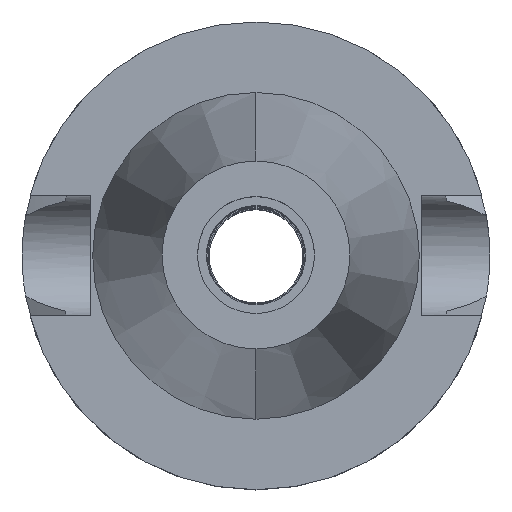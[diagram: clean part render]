
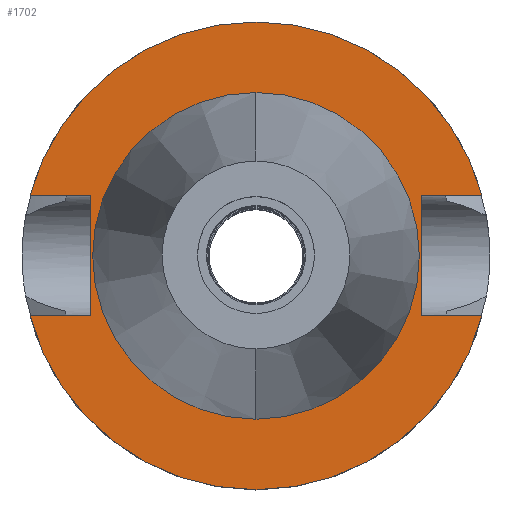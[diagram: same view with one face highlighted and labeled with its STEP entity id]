
A CAD part, top view. The second image highlights one B-rep face of the part: STEP entity #1702.
In plain terms, the highlighted planar face has unit normal (0, 0, 1).
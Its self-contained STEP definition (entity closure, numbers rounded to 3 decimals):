
#602=DIRECTION('',(1.,0.,0.));
#603=VECTOR('',#602,12.921);
#604=CARTESIAN_POINT('',(35.4,12.85,-1.5));
#605=LINE('',#604,#603);
#649=DIRECTION('',(0.,1.,0.));
#650=VECTOR('',#649,25.7);
#651=CARTESIAN_POINT('',(-35.4,-12.85,-1.5));
#652=LINE('',#651,#650);
#656=DIRECTION('',(-1.,0.,0.));
#657=VECTOR('',#656,12.921);
#658=CARTESIAN_POINT('',(-35.4,12.85,-1.5));
#659=LINE('',#658,#657);
#663=CARTESIAN_POINT('',(0.,0.,-1.5));
#664=DIRECTION('',(0.,0.,-1.));
#665=DIRECTION('',(-0.966,0.257,0.));
#666=AXIS2_PLACEMENT_3D('',#663,#664,#665);
#671=CARTESIAN_POINT('',(0.,0.,-1.5));
#672=DIRECTION('',(0.,0.,-1.));
#673=DIRECTION('',(0.,1.,0.));
#674=AXIS2_PLACEMENT_3D('',#671,#672,#673);
#679=DIRECTION('',(0.,-1.,0.));
#680=VECTOR('',#679,25.7);
#681=CARTESIAN_POINT('',(35.4,12.85,-1.5));
#682=LINE('',#681,#680);
#686=DIRECTION('',(1.,0.,0.));
#687=VECTOR('',#686,12.921);
#688=CARTESIAN_POINT('',(35.4,-12.85,-1.5));
#689=LINE('',#688,#687);
#693=CARTESIAN_POINT('',(0.,0.,-1.5));
#694=DIRECTION('',(0.,0.,-1.));
#695=DIRECTION('',(0.966,-0.257,0.));
#696=AXIS2_PLACEMENT_3D('',#693,#694,#695);
#701=CARTESIAN_POINT('',(0.,0.,-1.5));
#702=DIRECTION('',(0.,0.,-1.));
#703=DIRECTION('',(0.,-1.,0.));
#704=AXIS2_PLACEMENT_3D('',#701,#702,#703);
#709=CARTESIAN_POINT('',(0.,0.,-1.5));
#710=DIRECTION('',(0.,0.,1.));
#711=DIRECTION('',(0.,-1.,0.));
#712=AXIS2_PLACEMENT_3D('',#709,#710,#711);
#717=CARTESIAN_POINT('',(0.,0.,-1.5));
#718=DIRECTION('',(0.,0.,1.));
#719=DIRECTION('',(0.,1.,0.));
#720=AXIS2_PLACEMENT_3D('',#717,#718,#719);
#755=DIRECTION('',(-1.,0.,0.));
#756=VECTOR('',#755,12.921);
#757=CARTESIAN_POINT('',(-35.4,-12.85,-1.5));
#758=LINE('',#757,#756);
#1105=CARTESIAN_POINT('',(-35.4,-12.85,-1.5));
#1106=VERTEX_POINT('',#1105);
#1107=CARTESIAN_POINT('',(-48.321,-12.85,-1.5));
#1108=VERTEX_POINT('',#1107);
#1111=CARTESIAN_POINT('',(-35.4,12.85,-1.5));
#1112=VERTEX_POINT('',#1111);
#1113=CARTESIAN_POINT('',(-48.321,12.85,-1.5));
#1114=VERTEX_POINT('',#1113);
#1115=CARTESIAN_POINT('',(0.,50.,-1.5));
#1116=CARTESIAN_POINT('',(48.321,12.85,-1.5));
#1117=VERTEX_POINT('',#1115);
#1118=VERTEX_POINT('',#1116);
#1119=CARTESIAN_POINT('',(35.4,12.85,-1.5));
#1120=VERTEX_POINT('',#1119);
#1121=CARTESIAN_POINT('',(35.4,-12.85,-1.5));
#1122=VERTEX_POINT('',#1121);
#1123=CARTESIAN_POINT('',(48.321,-12.85,-1.5));
#1124=VERTEX_POINT('',#1123);
#1125=CARTESIAN_POINT('',(0.,-50.,-1.5));
#1126=VERTEX_POINT('',#1125);
#1127=CARTESIAN_POINT('',(0.,-34.925,-1.5));
#1128=CARTESIAN_POINT('',(0.,34.925,-1.5));
#1129=VERTEX_POINT('',#1127);
#1130=VERTEX_POINT('',#1128);
#1671=CARTESIAN_POINT('',(0.,0.,-1.5));
#1672=DIRECTION('',(0.,0.,-1.));
#1673=DIRECTION('',(0.,-1.,0.));
#1674=AXIS2_PLACEMENT_3D('',#1671,#1672,#1673);
#1675=PLANE('',#1674);
#1677=ORIENTED_EDGE('',*,*,#1676,.T.);
#1679=ORIENTED_EDGE('',*,*,#1678,.T.);
#1681=ORIENTED_EDGE('',*,*,#1680,.T.);
#1683=ORIENTED_EDGE('',*,*,#1682,.T.);
#1684=ORIENTED_EDGE('',*,*,#1647,.F.);
#1685=ORIENTED_EDGE('',*,*,#1661,.T.);
#1687=ORIENTED_EDGE('',*,*,#1686,.T.);
#1689=ORIENTED_EDGE('',*,*,#1688,.T.);
#1691=ORIENTED_EDGE('',*,*,#1690,.T.);
#1693=ORIENTED_EDGE('',*,*,#1692,.F.);
#1694=EDGE_LOOP('',(#1677,#1679,#1681,#1683,#1684,#1685,#1687,#1689,#1691,
#1693));
#1695=FACE_OUTER_BOUND('',#1694,.F.);
#1697=ORIENTED_EDGE('',*,*,#1696,.T.);
#1699=ORIENTED_EDGE('',*,*,#1698,.T.);
#1700=EDGE_LOOP('',(#1697,#1699));
#1701=FACE_BOUND('',#1700,.F.);
#667=CIRCLE('',#666,50.);
#675=CIRCLE('',#674,50.);
#697=CIRCLE('',#696,50.);
#705=CIRCLE('',#704,50.);
#713=CIRCLE('',#712,34.925);
#721=CIRCLE('',#720,34.925);
#1647=EDGE_CURVE('',#1120,#1118,#605,.T.);
#1661=EDGE_CURVE('',#1120,#1122,#682,.T.);
#1676=EDGE_CURVE('',#1106,#1112,#652,.T.);
#1678=EDGE_CURVE('',#1112,#1114,#659,.T.);
#1680=EDGE_CURVE('',#1114,#1117,#667,.T.);
#1682=EDGE_CURVE('',#1117,#1118,#675,.T.);
#1686=EDGE_CURVE('',#1122,#1124,#689,.T.);
#1688=EDGE_CURVE('',#1124,#1126,#697,.T.);
#1690=EDGE_CURVE('',#1126,#1108,#705,.T.);
#1692=EDGE_CURVE('',#1106,#1108,#758,.T.);
#1696=EDGE_CURVE('',#1129,#1130,#713,.T.);
#1698=EDGE_CURVE('',#1130,#1129,#721,.T.);
#1702=ADVANCED_FACE('',(#1695,#1701),#1675,.F.);
